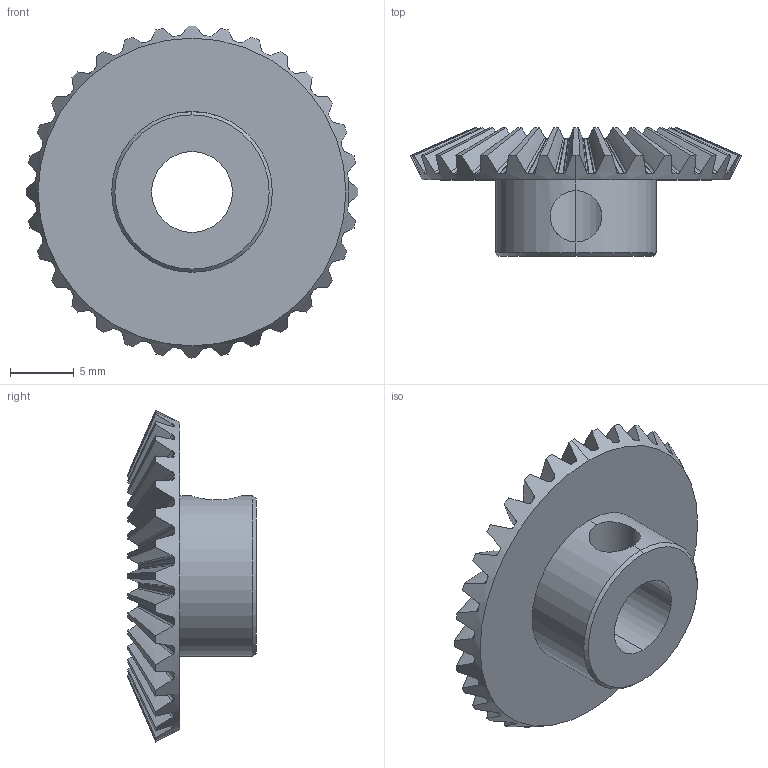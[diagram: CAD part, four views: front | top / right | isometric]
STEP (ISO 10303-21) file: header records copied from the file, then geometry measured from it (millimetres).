
FILE_DESCRIPTION (( 'STEP AP203' ), '1' );
FILE_NAME ('615444.STEP', '2014-10-22T13:55:47', ( 'Kyle' ), ( 'Microsoft' ), 'SwSTEP 2.0', 'SolidWorks 2014', '' );
FILE_SCHEMA (( 'CONFIG_CONTROL_DESIGN' ));
Length unit declared in the file: inch
Products named in the file (1): 615444
Bounding box: 26.1 x 10.09 x 26.11 mm (x, y, z)
Volume: 1743.7 mm3; surface area: 1859.3 mm2
Topology: 2 solids, 2 shells, 309 faces, 873 edges, 567 vertices
Faces by surface type: bspline 165, cone 71, plane 67, cylinder 6
Entity records: 14059 total; most frequent: CARTESIAN_POINT 7771, ORIENTED_EDGE 1746, EDGE_CURVE 873, B_SPLINE_CURVE_WITH_KNOTS 644, VERTEX_POINT 567, DIRECTION 532, EDGE_LOOP 312, FACE_OUTER_BOUND 309
